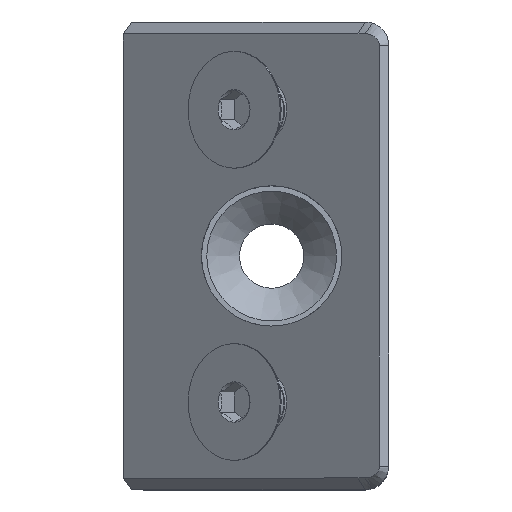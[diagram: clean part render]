
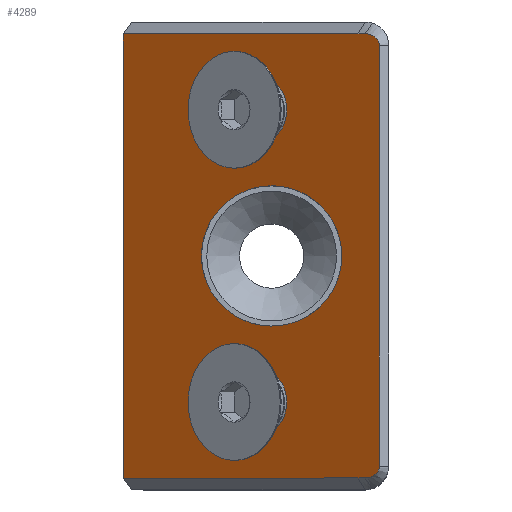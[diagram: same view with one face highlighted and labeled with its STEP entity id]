
A CAD part, top view. The second image highlights one B-rep face of the part: STEP entity #4289.
In plain terms, the highlighted planar face has unit normal (-0.616, 0, 0.787).
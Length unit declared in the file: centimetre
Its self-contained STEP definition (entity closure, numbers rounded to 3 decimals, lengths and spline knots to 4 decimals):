
#19=ELLIPSE('',#4505,0.762,0.6);
#193=B_SPLINE_CURVE_WITH_KNOTS('',3,(#8954,#8955,#8956,#8957,#8958,#8959),
 .UNSPECIFIED.,.F.,.F.,(4,1,1,4),(-1.5708,-0.8976,-0.4488,
0.),.UNSPECIFIED.);
#195=B_SPLINE_CURVE_WITH_KNOTS('',3,(#8997,#8998,#8999,#9000,#9001,#9002),
 .UNSPECIFIED.,.F.,.F.,(4,1,1,4),(0.,0.4488,
0.8976,1.5708),.UNSPECIFIED.);
#197=B_SPLINE_CURVE_WITH_KNOTS('',3,(#9023,#9024,#9025,#9026),
 .UNSPECIFIED.,.F.,.F.,(4,4),(0.3668,0.4451),
 .UNSPECIFIED.);
#199=B_SPLINE_CURVE_WITH_KNOTS('',3,(#9056,#9057,#9058,#9059),
 .UNSPECIFIED.,.F.,.F.,(4,4),(2.9318,3.01),
 .UNSPECIFIED.);
#222=FACE_BOUND('',#826,.T.);
#223=FACE_BOUND('',#827,.T.);
#224=FACE_BOUND('',#828,.T.);
#349=PLANE('',#4504);
#579=FACE_OUTER_BOUND('',#825,.T.);
#825=EDGE_LOOP('',(#3955,#3956,#3957,#3958,#3959,#3960,#3961,#3962));
#826=EDGE_LOOP('',(#3963));
#827=EDGE_LOOP('',(#3964));
#828=EDGE_LOOP('',(#3965));
#866=CIRCLE('',#4506,0.275);
#867=CIRCLE('',#4507,0.275);
#1235=LINE('',#8915,#1648);
#1241=LINE('',#8963,#1654);
#1246=LINE('',#9035,#1659);
#1335=LINE('',#9246,#1748);
#1648=VECTOR('',#5104,1.);
#1654=VECTOR('',#5112,1.);
#1659=VECTOR('',#5119,1.);
#1748=VECTOR('',#5298,1.);
#2088=VERTEX_POINT('',#8912);
#2089=VERTEX_POINT('',#8914);
#2091=VERTEX_POINT('',#8943);
#2093=VERTEX_POINT('',#8952);
#2094=VERTEX_POINT('',#8961);
#2095=VERTEX_POINT('',#8988);
#2097=VERTEX_POINT('',#9028);
#2100=VERTEX_POINT('',#9033);
#2154=VERTEX_POINT('',#9248);
#2155=VERTEX_POINT('',#9250);
#2156=VERTEX_POINT('',#9252);
#2651=EDGE_CURVE('',#2088,#2089,#1235,.T.);
#2657=EDGE_CURVE('',#2093,#2091,#193,.T.);
#2659=EDGE_CURVE('',#2091,#2094,#1241,.T.);
#2662=EDGE_CURVE('',#2094,#2095,#195,.T.);
#2664=EDGE_CURVE('',#2089,#2093,#197,.T.);
#2668=EDGE_CURVE('',#2100,#2097,#1246,.T.);
#2670=EDGE_CURVE('',#2095,#2100,#199,.T.);
#2764=EDGE_CURVE('',#2097,#2088,#1335,.T.);
#2765=EDGE_CURVE('',#2154,#2154,#19,.T.);
#2766=EDGE_CURVE('',#2155,#2155,#866,.T.);
#2767=EDGE_CURVE('',#2156,#2156,#867,.T.);
#3955=ORIENTED_EDGE('',*,*,#2651,.F.);
#3956=ORIENTED_EDGE('',*,*,#2764,.F.);
#3957=ORIENTED_EDGE('',*,*,#2668,.F.);
#3958=ORIENTED_EDGE('',*,*,#2670,.F.);
#3959=ORIENTED_EDGE('',*,*,#2662,.F.);
#3960=ORIENTED_EDGE('',*,*,#2659,.F.);
#3961=ORIENTED_EDGE('',*,*,#2657,.F.);
#3962=ORIENTED_EDGE('',*,*,#2664,.F.);
#3963=ORIENTED_EDGE('',*,*,#2765,.T.);
#3964=ORIENTED_EDGE('',*,*,#2766,.T.);
#3965=ORIENTED_EDGE('',*,*,#2767,.T.);
#4289=ADVANCED_FACE('',(#579,#222,#223,#224),#349,.F.);
#4504=AXIS2_PLACEMENT_3D('',#9247,#5299,#5300);
#4505=AXIS2_PLACEMENT_3D('',#9249,#5301,#5302);
#4506=AXIS2_PLACEMENT_3D('',#9251,#5303,#5304);
#4507=AXIS2_PLACEMENT_3D('',#9253,#5305,#5306);
#5104=DIRECTION('',(0.787,0.,0.616));
#5112=DIRECTION('',(0.,-1.,0.));
#5119=DIRECTION('',(-0.787,0.,-0.616));
#5298=DIRECTION('',(0.,1.,0.));
#5299=DIRECTION('center_axis',(0.616,0.,-0.787));
#5300=DIRECTION('ref_axis',(-0.787,0.,-0.616));
#5301=DIRECTION('center_axis',(0.616,0.,-0.787));
#5302=DIRECTION('ref_axis',(0.787,0.,0.616));
#5303=DIRECTION('center_axis',(0.616,0.,-0.787));
#5304=DIRECTION('ref_axis',(0.,-1.,0.));
#5305=DIRECTION('center_axis',(0.616,0.,-0.787));
#5306=DIRECTION('ref_axis',(0.,-1.,0.));
#8912=CARTESIAN_POINT('',(-8.7681,3.9,8.7681));
#8914=CARTESIAN_POINT('',(-6.7616,3.9,10.3387));
#8915=CARTESIAN_POINT('',(-7.0505,3.9,10.1126));
#8943=CARTESIAN_POINT('',(-6.5787,3.8,10.4819));
#8952=CARTESIAN_POINT('',(-6.7,3.9,10.3869));
#8954=CARTESIAN_POINT('Ctrl Pts',(-6.7,3.9,10.3869));
#8955=CARTESIAN_POINT('Ctrl Pts',(-6.669,3.9,10.4112));
#8956=CARTESIAN_POINT('Ctrl Pts',(-6.6179,3.8807,10.4512));
#8957=CARTESIAN_POINT('Ctrl Pts',(-6.583,3.8334,10.4785));
#8958=CARTESIAN_POINT('Ctrl Pts',(-6.5787,3.8109,10.4819));
#8959=CARTESIAN_POINT('Ctrl Pts',(-6.5787,3.8,10.4819));
#8961=CARTESIAN_POINT('',(-6.5787,0.2,10.4819));
#8963=CARTESIAN_POINT('',(-6.5787,0.,10.4819));
#8988=CARTESIAN_POINT('',(-6.7,0.1,10.3869));
#8997=CARTESIAN_POINT('Ctrl Pts',(-6.5787,0.2,10.4819));
#8998=CARTESIAN_POINT('Ctrl Pts',(-6.5787,0.1891,10.4819));
#8999=CARTESIAN_POINT('Ctrl Pts',(-6.583,0.1666,10.4785));
#9000=CARTESIAN_POINT('Ctrl Pts',(-6.6179,0.1193,10.4512));
#9001=CARTESIAN_POINT('Ctrl Pts',(-6.669,0.1,
10.4112));
#9002=CARTESIAN_POINT('Ctrl Pts',(-6.7,0.1,10.3869));
#9023=CARTESIAN_POINT('Ctrl Pts',(-6.7616,3.9,10.3387));
#9024=CARTESIAN_POINT('Ctrl Pts',(-6.7411,3.9,10.3548));
#9025=CARTESIAN_POINT('Ctrl Pts',(-6.7205,3.9,10.3709));
#9026=CARTESIAN_POINT('Ctrl Pts',(-6.7,3.9,10.3869));
#9028=CARTESIAN_POINT('',(-8.7681,0.1,8.7681));
#9033=CARTESIAN_POINT('',(-6.7616,0.1,10.3387));
#9035=CARTESIAN_POINT('',(-4.3914,0.1,12.194));
#9056=CARTESIAN_POINT('Ctrl Pts',(-6.7,0.1,10.3869));
#9057=CARTESIAN_POINT('Ctrl Pts',(-6.7205,0.1,10.3709));
#9058=CARTESIAN_POINT('Ctrl Pts',(-6.7411,0.1,10.3548));
#9059=CARTESIAN_POINT('Ctrl Pts',(-6.7616,0.1,10.3387));
#9246=CARTESIAN_POINT('',(-8.7681,0.,8.7681));
#9247=CARTESIAN_POINT('Origin',(-6.4058,0.,10.6173));
#9248=CARTESIAN_POINT('',(-8.1,2.,9.2911));
#9249=CARTESIAN_POINT('Origin',(-7.5,2.,9.7607));
#9250=CARTESIAN_POINT('',(-7.5869,3.525,9.6927));
#9251=CARTESIAN_POINT('Origin',(-7.5869,3.25,9.6927));
#9252=CARTESIAN_POINT('',(-7.5869,1.025,9.6927));
#9253=CARTESIAN_POINT('Origin',(-7.5869,0.75,9.6927));
